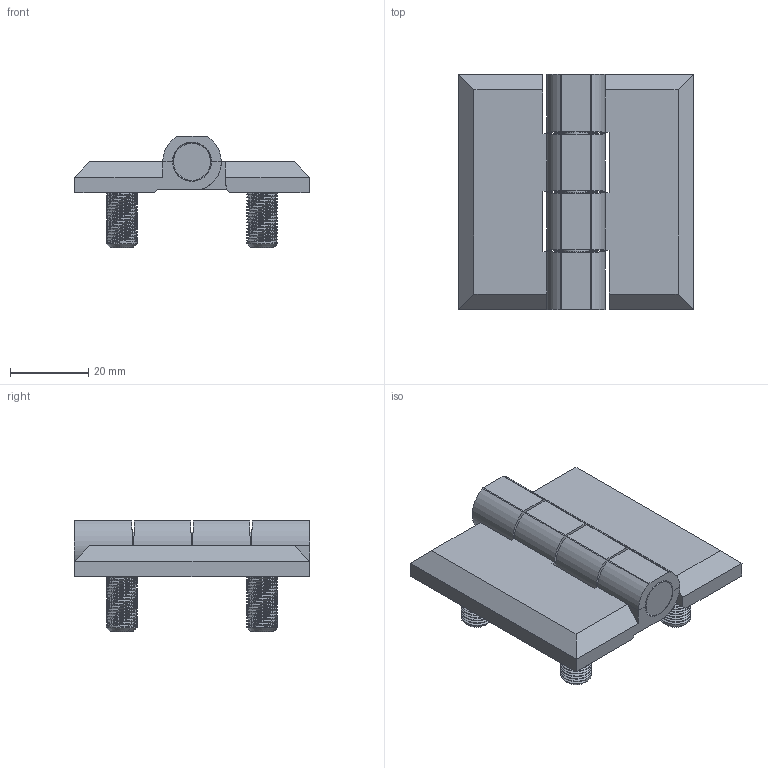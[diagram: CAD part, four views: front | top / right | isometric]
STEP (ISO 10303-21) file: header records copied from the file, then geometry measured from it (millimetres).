
FILE_DESCRIPTION (( 'STEP AP203' ), '1' );
FILE_NAME ('MY6060.1.5.1.BOYALI.STEP', '2022-08-01T05:26:03', ( '' ), ( '' ), 'SwSTEP 2.0', 'SolidWorks 2021', '' );
FILE_SCHEMA (( 'CONFIG_CONTROL_DESIGN' ));
Length unit declared in the file: millimetre
Products named in the file (1): MY6060.1.5.1.BOYALI
Bounding box: 60.14 x 60.28 x 28.5 mm (x, y, z)
Surface area: 15741.4 mm2 (no closed solid volume)
Topology: 0 solids, 8 shells, 310 faces, 888 edges, 578 vertices
Faces by surface type: cylinder 190, plane 66, cone 30, torus 12, bspline 12
Entity records: 18184 total; most frequent: CARTESIAN_POINT 11429, ORIENTED_EDGE 1700, DIRECTION 1050, EDGE_CURVE 888, VERTEX_POINT 578, AXIS2_PLACEMENT_3D 377, EDGE_LOOP 317, FACE_OUTER_BOUND 310
